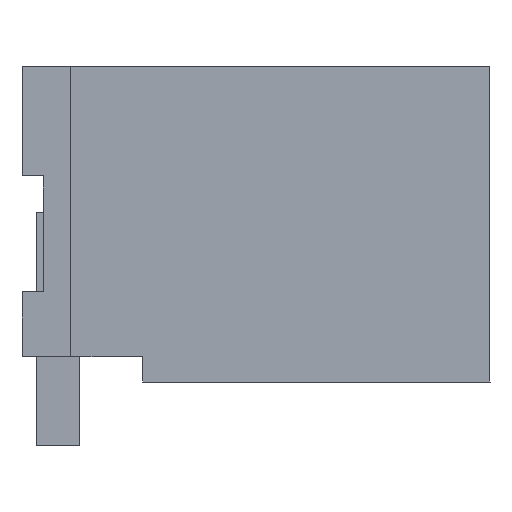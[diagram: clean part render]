
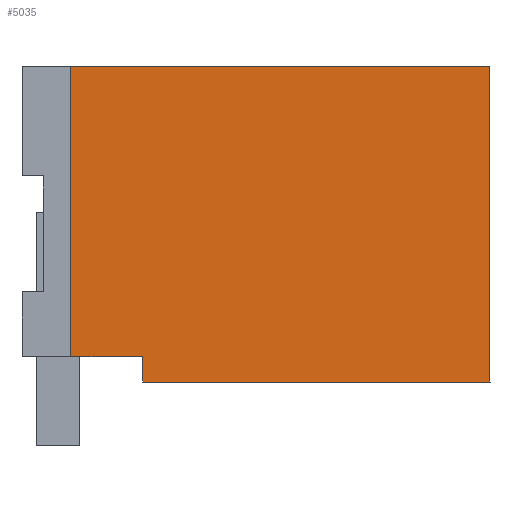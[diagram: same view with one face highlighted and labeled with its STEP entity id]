
A CAD part, left-side view. The second image highlights one B-rep face of the part: STEP entity #5035.
In plain terms, the highlighted planar face has unit normal (-1, 0, 0).
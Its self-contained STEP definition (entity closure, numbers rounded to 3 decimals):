
#5013=AXIS2_PLACEMENT_3D('Plane Axis2P3D',#5010,#5011,#5012) ;
#849=CARTESIAN_POINT('Vertex',(0.,8.2,2.1)) ;
#852=CARTESIAN_POINT('Line Origine',(0.,9.05,2.1)) ;
#856=CARTESIAN_POINT('Vertex',(0.,9.9,2.1)) ;
#1074=CARTESIAN_POINT('Line Origine',(0.,9.9,5.525)) ;
#1078=CARTESIAN_POINT('Vertex',(0.,9.9,8.95)) ;
#1603=CARTESIAN_POINT('Line Origine',(0.,4.95,8.95)) ;
#1607=CARTESIAN_POINT('Vertex',(0.,0.,8.95)) ;
#4994=CARTESIAN_POINT('Vertex',(0.,8.2,1.5)) ;
#4997=CARTESIAN_POINT('Line Origine',(0.,8.2,1.8)) ;
#5010=CARTESIAN_POINT('Axis2P3D Location',(0.,11.05,-1.55)) ;
#5015=CARTESIAN_POINT('Line Origine',(0.,4.1,1.5)) ;
#5019=CARTESIAN_POINT('Vertex',(0.,0.,1.5)) ;
#5022=CARTESIAN_POINT('Line Origine',(0.,0.,5.225)) ;
#853=DIRECTION('Vector Direction',(0.,-1.,0.)) ;
#1075=DIRECTION('Vector Direction',(0.,0.,-1.)) ;
#1604=DIRECTION('Vector Direction',(0.,1.,0.)) ;
#4998=DIRECTION('Vector Direction',(0.,0.,1.)) ;
#5011=DIRECTION('Axis2P3D Direction',(-1.,0.,0.)) ;
#5012=DIRECTION('Axis2P3D XDirection',(0.,-1.,0.)) ;
#5016=DIRECTION('Vector Direction',(0.,1.,0.)) ;
#5023=DIRECTION('Vector Direction',(0.,0.,-1.)) ;
#854=VECTOR('Line Direction',#853,1.) ;
#1076=VECTOR('Line Direction',#1075,1.) ;
#1605=VECTOR('Line Direction',#1604,1.) ;
#4999=VECTOR('Line Direction',#4998,1.) ;
#5017=VECTOR('Line Direction',#5016,1.) ;
#5024=VECTOR('Line Direction',#5023,1.) ;
#5028=ORIENTED_EDGE('',*,*,#858,.T.) ;
#5029=ORIENTED_EDGE('',*,*,#5001,.F.) ;
#5030=ORIENTED_EDGE('',*,*,#5021,.T.) ;
#5031=ORIENTED_EDGE('',*,*,#5026,.T.) ;
#5032=ORIENTED_EDGE('',*,*,#1609,.T.) ;
#5033=ORIENTED_EDGE('',*,*,#1080,.T.) ;
#5035=ADVANCED_FACE('HOUSING',(#5034),#5014,.T.) ;
#858=EDGE_CURVE('',#857,#850,#855,.T.) ;
#1080=EDGE_CURVE('',#1079,#857,#1077,.T.) ;
#1609=EDGE_CURVE('',#1608,#1079,#1606,.T.) ;
#5001=EDGE_CURVE('',#4995,#850,#5000,.T.) ;
#5021=EDGE_CURVE('',#4995,#5020,#5018,.F.) ;
#5026=EDGE_CURVE('',#5020,#1608,#5025,.F.) ;
#5027=EDGE_LOOP('',(#5028,#5029,#5030,#5031,#5032,#5033)) ;
#5034=FACE_OUTER_BOUND('',#5027,.T.) ;
#855=LINE('Line',#852,#854) ;
#1077=LINE('Line',#1074,#1076) ;
#1606=LINE('Line',#1603,#1605) ;
#5000=LINE('Line',#4997,#4999) ;
#5018=LINE('Line',#5015,#5017) ;
#5025=LINE('Line',#5022,#5024) ;
#5014=PLANE('',#5013) ;
#850=VERTEX_POINT('',#849) ;
#857=VERTEX_POINT('',#856) ;
#1079=VERTEX_POINT('',#1078) ;
#1608=VERTEX_POINT('',#1607) ;
#4995=VERTEX_POINT('',#4994) ;
#5020=VERTEX_POINT('',#5019) ;
